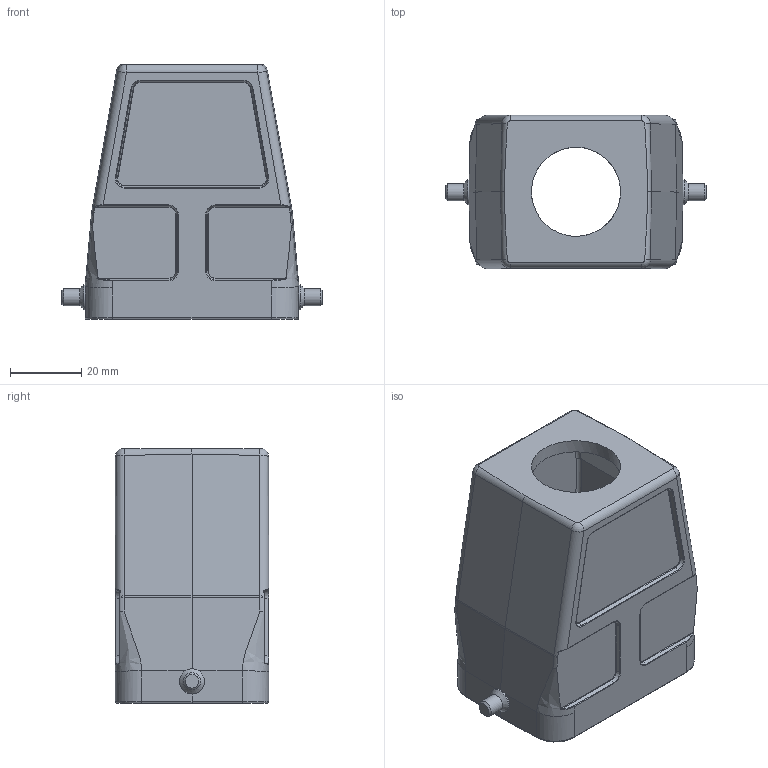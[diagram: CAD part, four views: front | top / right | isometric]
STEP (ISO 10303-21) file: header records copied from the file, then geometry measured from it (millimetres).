
FILE_DESCRIPTION(/* description */ (''),/* implementation_level */ '2;1');
FILE_NAME(/* name */ '100095260ugm000_d.stp',/* time_stamp */ '2017-10-27T13:34:15+02:00',/* author */ (''),/* organization */ (''),/* preprocessor_version */ 'ST-DEVELOPER v16',/* originating_system */ 'SIEMENS PLM Software NX 10.0',/* authorisation */ '');
FILE_SCHEMA (('AUTOMOTIVE_DESIGN { 1 0 10303 214 3 1 1 1 }'));
Length unit declared in the file: millimetre
Products named in the file (1): 100095260ugm000_d
Bounding box: 73 x 43 x 71.5 mm (x, y, z)
Volume: 48959.3 mm3; surface area: 28076.5 mm2
Topology: 1 solids, 1 shells, 437 faces, 1592 edges, 1698 vertices
Faces by surface type: plane 157, cylinder 120, bspline 76, torus 44, cone 36, sphere 4
Full cylindrical faces by diameter (mm): 3 x4, 4 x2, 4.8 x2, 7 x2, 25 x1
Entity records: 22096 total; most frequent: CARTESIAN_POINT 6180, DIRECTION 2139, ORIENTED_EDGE 2030, EDGE_CURVE 1015, PRESENTATION_STYLE_ASSIGNMENT 971, AXIS2_PLACEMENT_3D 746, LINE 647, VECTOR 647
